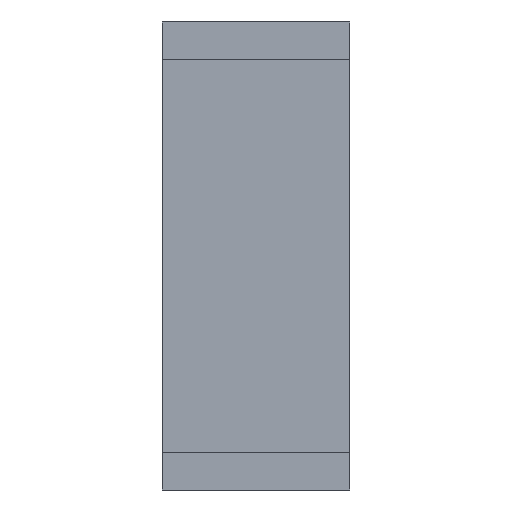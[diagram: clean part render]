
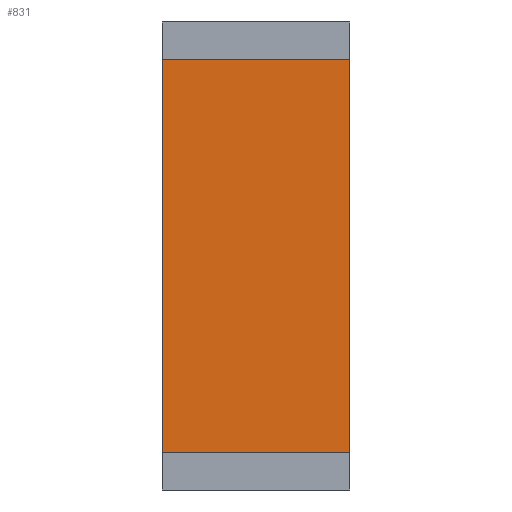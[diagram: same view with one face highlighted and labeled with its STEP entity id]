
A CAD part, left-side view. The second image highlights one B-rep face of the part: STEP entity #831.
In plain terms, the highlighted planar face has unit normal (-1, 0, 0).
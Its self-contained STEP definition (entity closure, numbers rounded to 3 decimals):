
#68=PLANE('',#918);
#107=FACE_OUTER_BOUND('',#171,.T.);
#171=EDGE_LOOP('',(#749,#750,#751,#752));
#233=LINE('',#1320,#310);
#241=LINE('',#1336,#318);
#255=LINE('',#1362,#332);
#258=LINE('',#1367,#335);
#310=VECTOR('',#1095,10.);
#318=VECTOR('',#1107,10.);
#332=VECTOR('',#1133,10.);
#335=VECTOR('',#1140,10.);
#431=VERTEX_POINT('',#1317);
#432=VERTEX_POINT('',#1319);
#437=VERTEX_POINT('',#1332);
#438=VERTEX_POINT('',#1334);
#529=EDGE_CURVE('',#432,#431,#233,.T.);
#537=EDGE_CURVE('',#437,#438,#241,.T.);
#551=EDGE_CURVE('',#437,#431,#255,.T.);
#554=EDGE_CURVE('',#432,#438,#258,.T.);
#749=ORIENTED_EDGE('',*,*,#529,.T.);
#750=ORIENTED_EDGE('',*,*,#551,.F.);
#751=ORIENTED_EDGE('',*,*,#537,.T.);
#752=ORIENTED_EDGE('',*,*,#554,.F.);
#831=ADVANCED_FACE('',(#107),#68,.T.);
#918=AXIS2_PLACEMENT_3D('',#1366,#1138,#1139);
#1095=DIRECTION('',(0.,-1.,0.));
#1107=DIRECTION('',(0.,1.,0.));
#1133=DIRECTION('',(0.,0.,-1.));
#1138=DIRECTION('center_axis',(-1.,0.,0.));
#1139=DIRECTION('ref_axis',(0.,0.,1.));
#1140=DIRECTION('',(0.,0.,1.));
#1317=CARTESIAN_POINT('',(-15.45,-20.,-26.25));
#1319=CARTESIAN_POINT('',(-15.45,5.,-26.25));
#1320=CARTESIAN_POINT('',(-15.45,-3.75,-26.25));
#1332=CARTESIAN_POINT('',(-15.45,-20.,26.25));
#1334=CARTESIAN_POINT('',(-15.45,5.,26.25));
#1336=CARTESIAN_POINT('',(-15.45,-3.75,26.25));
#1362=CARTESIAN_POINT('',(-15.45,-20.,31.25));
#1366=CARTESIAN_POINT('Origin',(-15.45,0.,-31.25));
#1367=CARTESIAN_POINT('',(-15.45,5.,-31.25));
